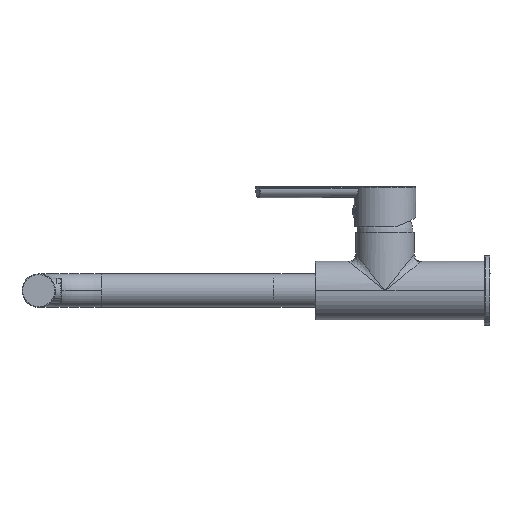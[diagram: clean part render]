
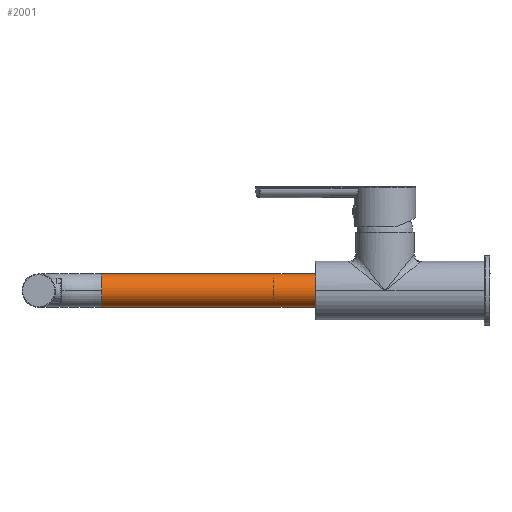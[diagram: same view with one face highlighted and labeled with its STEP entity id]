
A CAD part, left-side view. The second image highlights one B-rep face of the part: STEP entity #2001.
In plain terms, the highlighted cylindrical face has radius 12 mm (diameter 24 mm), a partial arc.
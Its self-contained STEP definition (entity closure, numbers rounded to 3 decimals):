
#141 = DIRECTION ( 'NONE',  ( 0., 0., -1. ) ) ;
#362 = VERTEX_POINT ( 'NONE', #15096 ) ;
#2001 = ADVANCED_FACE ( 'NONE', ( #12880 ), #2738, .T. ) ;
#2547 = ORIENTED_EDGE ( 'NONE', *, *, #24497, .T. ) ;
#2738 = CYLINDRICAL_SURFACE ( 'NONE', #16448, 12. ) ;
#2886 = ORIENTED_EDGE ( 'NONE', *, *, #27569, .T. ) ;
#5105 = LINE ( 'NONE', #18483, #23410 ) ;
#5276 = AXIS2_PLACEMENT_3D ( 'NONE', #18875, #34063, #9328 ) ;
#6204 = CARTESIAN_POINT ( 'NONE',  ( 0., 111.25, 12. ) ) ;
#6228 = DIRECTION ( 'NONE',  ( 0., -1., 0. ) ) ;
#6517 = AXIS2_PLACEMENT_3D ( 'NONE', #23239, #28912, #16961 ) ;
#9226 = DIRECTION ( 'NONE',  ( 0., 1., 0. ) ) ;
#9328 = DIRECTION ( 'NONE',  ( 0., 0., -1. ) ) ;
#10804 = VERTEX_POINT ( 'NONE', #34308 ) ;
#11564 = AXIS2_PLACEMENT_3D ( 'NONE', #30768, #6228, #141 ) ;
#12311 = CARTESIAN_POINT ( 'NONE',  ( 0., 274.25, 12. ) ) ;
#12723 = EDGE_CURVE ( 'NONE', #36856, #10804, #5105, .T. ) ;
#12880 = FACE_OUTER_BOUND ( 'NONE', #22497, .T. ) ;
#12917 = CARTESIAN_POINT ( 'NONE',  ( 0., 111.25, -12. ) ) ;
#14948 = VERTEX_POINT ( 'NONE', #29570 ) ;
#15096 = CARTESIAN_POINT ( 'NONE',  ( 0., 111.25, 12. ) ) ;
#15109 = DIRECTION ( 'NONE',  ( 0., 0., -1. ) ) ;
#15192 = ORIENTED_EDGE ( 'NONE', *, *, #12723, .F. ) ;
#15433 = DIRECTION ( 'NONE',  ( 0., 1., 0. ) ) ;
#16448 = AXIS2_PLACEMENT_3D ( 'NONE', #37209, #9226, #15109 ) ;
#16961 = DIRECTION ( 'NONE',  ( 0., 0., -1. ) ) ;
#18366 = ORIENTED_EDGE ( 'NONE', *, *, #33917, .F. ) ;
#18483 = CARTESIAN_POINT ( 'NONE',  ( 0., 111.25, -12. ) ) ;
#18875 = CARTESIAN_POINT ( 'NONE',  ( 0., 274.25, 0. ) ) ;
#22497 = EDGE_LOOP ( 'NONE', ( #18366, #2886, #2547, #38803, #15192 ) ) ;
#23239 = CARTESIAN_POINT ( 'NONE',  ( 0., 274.25, 0. ) ) ;
#23410 = VECTOR ( 'NONE', #15433, 1000. ) ;
#24291 = VERTEX_POINT ( 'NONE', #12311 ) ;
#24497 = EDGE_CURVE ( 'NONE', #24291, #14948, #33394, .T. ) ;
#24690 = CIRCLE ( 'NONE', #5276, 12. ) ;
#26241 = EDGE_CURVE ( 'NONE', #14948, #10804, #24690, .T. ) ;
#27569 = EDGE_CURVE ( 'NONE', #362, #24291, #36425, .T. ) ;
#27743 = CIRCLE ( 'NONE', #11564, 12. ) ;
#28912 = DIRECTION ( 'NONE',  ( 0., -1., 0. ) ) ;
#29570 = CARTESIAN_POINT ( 'NONE',  ( -12., 274.25, 0. ) ) ;
#30341 = DIRECTION ( 'NONE',  ( 0., 1., 0. ) ) ;
#30537 = VECTOR ( 'NONE', #30341, 1000. ) ;
#30768 = CARTESIAN_POINT ( 'NONE',  ( 0., 111.25, 0. ) ) ;
#33394 = CIRCLE ( 'NONE', #6517, 12. ) ;
#33917 = EDGE_CURVE ( 'NONE', #362, #36856, #27743, .T. ) ;
#34063 = DIRECTION ( 'NONE',  ( 0., -1., 0. ) ) ;
#34308 = CARTESIAN_POINT ( 'NONE',  ( 0., 274.25, -12. ) ) ;
#36425 = LINE ( 'NONE', #6204, #30537 ) ;
#36856 = VERTEX_POINT ( 'NONE', #12917 ) ;
#37209 = CARTESIAN_POINT ( 'NONE',  ( 0., 111.25, 0. ) ) ;
#38803 = ORIENTED_EDGE ( 'NONE', *, *, #26241, .T. ) ;
